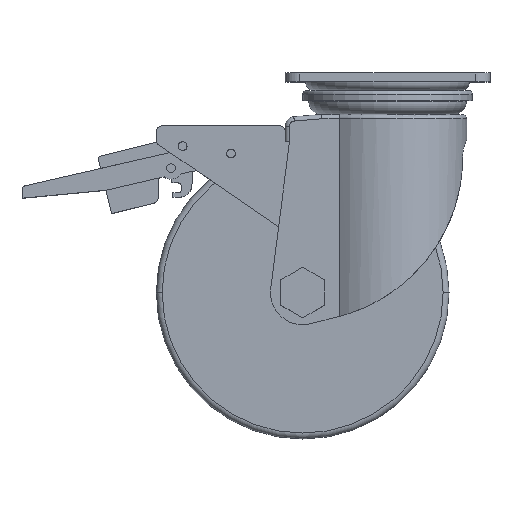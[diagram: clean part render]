
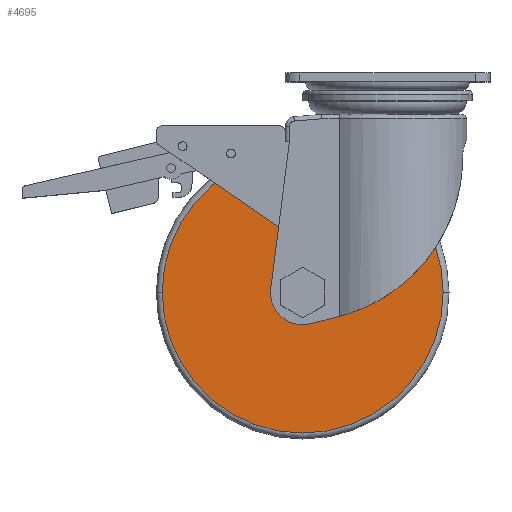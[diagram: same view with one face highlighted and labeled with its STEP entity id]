
A CAD part, top view. The second image highlights one B-rep face of the part: STEP entity #4695.
In plain terms, the highlighted planar face has unit normal (0, 0, 1).
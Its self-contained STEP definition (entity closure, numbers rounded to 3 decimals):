
#22 = CARTESIAN_POINT ( 'NONE',  ( -58., -150., 31.5 ) ) ;
#414 = EDGE_CURVE ( 'NONE', #2550, #1934, #3689, .T. ) ;
#608 = VERTEX_POINT ( 'NONE', #5257 ) ;
#792 = ORIENTED_EDGE ( 'NONE', *, *, #1637, .F. ) ;
#1153 = DIRECTION ( 'NONE',  ( 0., 0., -1. ) ) ;
#1180 = DIRECTION ( 'NONE',  ( 0., 0., -1. ) ) ;
#1187 = CARTESIAN_POINT ( 'NONE',  ( -58., -150., 31.5 ) ) ;
#1332 = DIRECTION ( 'NONE',  ( 0., 0., -1. ) ) ;
#1637 = EDGE_CURVE ( 'NONE', #608, #3209, #6719, .T. ) ;
#1934 = VERTEX_POINT ( 'NONE', #7220 ) ;
#2242 = DIRECTION ( 'NONE',  ( 0., 0., -1. ) ) ;
#2507 = ORIENTED_EDGE ( 'NONE', *, *, #6789, .T. ) ;
#2525 = AXIS2_PLACEMENT_3D ( 'NONE', #22, #1153, #4986 ) ;
#2550 = VERTEX_POINT ( 'NONE', #6619 ) ;
#2899 = EDGE_LOOP ( 'NONE', ( #2507, #3351 ) ) ;
#3209 = VERTEX_POINT ( 'NONE', #7237 ) ;
#3351 = ORIENTED_EDGE ( 'NONE', *, *, #414, .T. ) ;
#3493 = EDGE_CURVE ( 'NONE', #3209, #608, #3543, .T. ) ;
#3543 = CIRCLE ( 'NONE', #3599, 96. ) ;
#3546 = DIRECTION ( 'NONE',  ( -1., 0., 0. ) ) ;
#3559 = EDGE_LOOP ( 'NONE', ( #6206, #792 ) ) ;
#3599 = AXIS2_PLACEMENT_3D ( 'NONE', #3791, #1180, #6103 ) ;
#3600 = AXIS2_PLACEMENT_3D ( 'NONE', #1187, #2242, #5607 ) ;
#3689 = CIRCLE ( 'NONE', #2525, 17. ) ;
#3791 = CARTESIAN_POINT ( 'NONE',  ( -58., -150., 31.5 ) ) ;
#4376 = CARTESIAN_POINT ( 'NONE',  ( -58., -54., 31.5 ) ) ;
#4658 = AXIS2_PLACEMENT_3D ( 'NONE', #4376, #7100, #7183 ) ;
#4695 = ADVANCED_FACE ( 'NONE', ( #5407, #6213 ), #5305, .T. ) ;
#4986 = DIRECTION ( 'NONE',  ( -1., 0., 0. ) ) ;
#5116 = CIRCLE ( 'NONE', #3600, 17. ) ;
#5257 = CARTESIAN_POINT ( 'NONE',  ( 38., -150., 31.5 ) ) ;
#5305 = PLANE ( 'NONE',  #4658 ) ;
#5407 = FACE_BOUND ( 'NONE', #2899, .T. ) ;
#5607 = DIRECTION ( 'NONE',  ( -1., 0., 0. ) ) ;
#6035 = AXIS2_PLACEMENT_3D ( 'NONE', #6308, #1332, #3546 ) ;
#6103 = DIRECTION ( 'NONE',  ( -1., 0., 0. ) ) ;
#6206 = ORIENTED_EDGE ( 'NONE', *, *, #3493, .F. ) ;
#6213 = FACE_OUTER_BOUND ( 'NONE', #3559, .T. ) ;
#6308 = CARTESIAN_POINT ( 'NONE',  ( -58., -150., 31.5 ) ) ;
#6619 = CARTESIAN_POINT ( 'NONE',  ( -41., -150., 31.5 ) ) ;
#6719 = CIRCLE ( 'NONE', #6035, 96. ) ;
#6789 = EDGE_CURVE ( 'NONE', #1934, #2550, #5116, .T. ) ;
#7100 = DIRECTION ( 'NONE',  ( 0., 0., 1. ) ) ;
#7183 = DIRECTION ( 'NONE',  ( 1., 0., 0. ) ) ;
#7220 = CARTESIAN_POINT ( 'NONE',  ( -75., -150., 31.5 ) ) ;
#7237 = CARTESIAN_POINT ( 'NONE',  ( -154., -150., 31.5 ) ) ;
